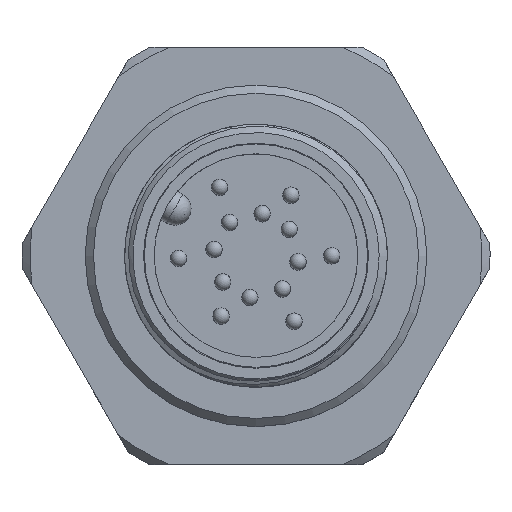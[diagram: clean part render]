
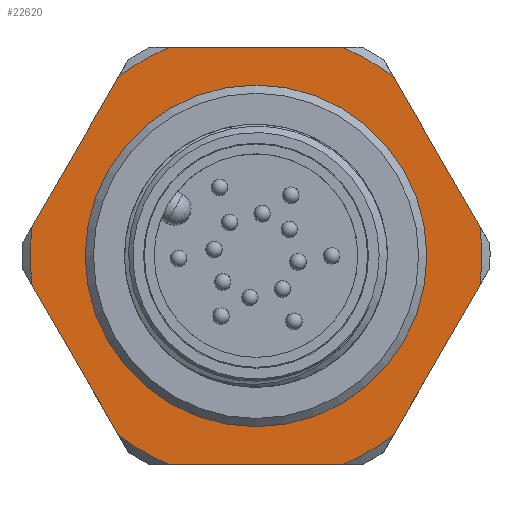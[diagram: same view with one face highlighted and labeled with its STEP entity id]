
A CAD part, top view. The second image highlights one B-rep face of the part: STEP entity #22620.
In plain terms, the highlighted planar face has unit normal (0, 0, 1).
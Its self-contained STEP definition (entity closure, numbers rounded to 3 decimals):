
#109 = DIRECTION ( 'NONE',  ( -0.5, -0.866, 0. ) ) ;
#393 = CARTESIAN_POINT ( 'NONE',  ( -8.364, 10.914, 24. ) ) ;
#656 = DIRECTION ( 'NONE',  ( -1., 0., 0. ) ) ;
#657 = CARTESIAN_POINT ( 'NONE',  ( -5.27, 12.7, 24. ) ) ;
#796 = DIRECTION ( 'NONE',  ( 1., 0., 0. ) ) ;
#951 = FACE_BOUND ( 'NONE', #4531, .T. ) ;
#1061 = AXIS2_PLACEMENT_3D ( 'NONE', #3286, #18037, #26129 ) ;
#1105 = ORIENTED_EDGE ( 'NONE', *, *, #11779, .T. ) ;
#1276 = VERTEX_POINT ( 'NONE', #10445 ) ;
#1387 = AXIS2_PLACEMENT_3D ( 'NONE', #24057, #13428, #11502 ) ;
#1442 = VERTEX_POINT ( 'NONE', #3288 ) ;
#2211 = EDGE_CURVE ( 'NONE', #19010, #19010, #5146, .T. ) ;
#2558 = VECTOR ( 'NONE', #109, 1000. ) ;
#2710 = LINE ( 'NONE', #23844, #10949 ) ;
#2842 = EDGE_CURVE ( 'NONE', #8421, #19166, #10406, .T. ) ;
#2898 = EDGE_CURVE ( 'NONE', #1442, #14872, #16677, .T. ) ;
#2953 = CARTESIAN_POINT ( 'NONE',  ( -21.584, -11.985, 24. ) ) ;
#3098 = DIRECTION ( 'NONE',  ( 0., 0., 1. ) ) ;
#3124 = LINE ( 'NONE', #2953, #4089 ) ;
#3286 = CARTESIAN_POINT ( 'NONE',  ( 0., 0., 24. ) ) ;
#3288 = CARTESIAN_POINT ( 'NONE',  ( -8.364, -10.914, 24. ) ) ;
#3500 = ORIENTED_EDGE ( 'NONE', *, *, #14291, .F. ) ;
#3656 = CARTESIAN_POINT ( 'NONE',  ( 0., 0., 24. ) ) ;
#4089 = VECTOR ( 'NONE', #5267, 1000. ) ;
#4179 = AXIS2_PLACEMENT_3D ( 'NONE', #11642, #17747, #796 ) ;
#4278 = ORIENTED_EDGE ( 'NONE', *, *, #23576, .T. ) ;
#4531 = EDGE_LOOP ( 'NONE', ( #6784 ) ) ;
#4644 = EDGE_LOOP ( 'NONE', ( #9810, #17700, #4278, #3500, #12397, #14583, #7070, #4865, #1105, #22144, #12320, #9703 ) ) ;
#4675 = EDGE_CURVE ( 'NONE', #19291, #5299, #17632, .T. ) ;
#4760 = LINE ( 'NONE', #18377, #26540 ) ;
#4865 = ORIENTED_EDGE ( 'NONE', *, *, #24585, .F. ) ;
#5058 = CARTESIAN_POINT ( 'NONE',  ( -21.584, 11.985, 24. ) ) ;
#5146 = CIRCLE ( 'NONE', #1387, 10.4 ) ;
#5267 = DIRECTION ( 'NONE',  ( 0.5, 0.866, 0. ) ) ;
#5299 = VERTEX_POINT ( 'NONE', #14205 ) ;
#5326 = EDGE_CURVE ( 'NONE', #18687, #20824, #4760, .T. ) ;
#5713 = LINE ( 'NONE', #5058, #8029 ) ;
#5777 = DIRECTION ( 'NONE',  ( 1., 0., 0. ) ) ;
#5819 = AXIS2_PLACEMENT_3D ( 'NONE', #19969, #9105, #13477 ) ;
#5963 = CARTESIAN_POINT ( 'NONE',  ( 8.364, 10.914, 24. ) ) ;
#6784 = ORIENTED_EDGE ( 'NONE', *, *, #2211, .F. ) ;
#6890 = DIRECTION ( 'NONE',  ( 1., 0., 0. ) ) ;
#6925 = CARTESIAN_POINT ( 'NONE',  ( 5.27, -12.7, 24. ) ) ;
#7070 = ORIENTED_EDGE ( 'NONE', *, *, #4675, .T. ) ;
#7324 = CARTESIAN_POINT ( 'NONE',  ( 0., 0., 24. ) ) ;
#7348 = EDGE_CURVE ( 'NONE', #19291, #14872, #12351, .T. ) ;
#7811 = CARTESIAN_POINT ( 'NONE',  ( 0., 0., 24. ) ) ;
#7881 = DIRECTION ( 'NONE',  ( 0.5, -0.866, 0. ) ) ;
#8029 = VECTOR ( 'NONE', #21835, 1000. ) ;
#8421 = VERTEX_POINT ( 'NONE', #657 ) ;
#9105 = DIRECTION ( 'NONE',  ( 0., 0., 1. ) ) ;
#9106 = VERTEX_POINT ( 'NONE', #26876 ) ;
#9461 = DIRECTION ( 'NONE',  ( 0., 0., 1. ) ) ;
#9703 = ORIENTED_EDGE ( 'NONE', *, *, #15610, .F. ) ;
#9810 = ORIENTED_EDGE ( 'NONE', *, *, #2842, .T. ) ;
#9915 = DIRECTION ( 'NONE',  ( 1., 0., 0. ) ) ;
#10008 = DIRECTION ( 'NONE',  ( 0., 0., 1. ) ) ;
#10406 = CIRCLE ( 'NONE', #15869, 13.75 ) ;
#10445 = CARTESIAN_POINT ( 'NONE',  ( 5.27, 12.7, 24. ) ) ;
#10777 = DIRECTION ( 'NONE',  ( 1., 0., 0. ) ) ;
#10949 = VECTOR ( 'NONE', #6890, 1000. ) ;
#11502 = DIRECTION ( 'NONE',  ( 1., 0., 0. ) ) ;
#11588 = CIRCLE ( 'NONE', #4179, 13.75 ) ;
#11642 = CARTESIAN_POINT ( 'NONE',  ( 0., 0., 24. ) ) ;
#11665 = CIRCLE ( 'NONE', #17206, 13.75 ) ;
#11779 = EDGE_CURVE ( 'NONE', #9106, #20824, #11665, .T. ) ;
#12320 = ORIENTED_EDGE ( 'NONE', *, *, #16769, .T. ) ;
#12351 = LINE ( 'NONE', #13241, #20656 ) ;
#12397 = ORIENTED_EDGE ( 'NONE', *, *, #2898, .T. ) ;
#12408 = CARTESIAN_POINT ( 'NONE',  ( 0.413, -24.685, 24. ) ) ;
#12435 = EDGE_CURVE ( 'NONE', #16080, #19166, #3124, .T. ) ;
#13241 = CARTESIAN_POINT ( 'NONE',  ( 21.171, -12.7, 24. ) ) ;
#13428 = DIRECTION ( 'NONE',  ( 0., 0., 1. ) ) ;
#13477 = DIRECTION ( 'NONE',  ( 1., 0., 0. ) ) ;
#14194 = CARTESIAN_POINT ( 'NONE',  ( -13.634, 1.786, 24. ) ) ;
#14205 = CARTESIAN_POINT ( 'NONE',  ( 8.364, -10.914, 24. ) ) ;
#14291 = EDGE_CURVE ( 'NONE', #1442, #25591, #5713, .T. ) ;
#14583 = ORIENTED_EDGE ( 'NONE', *, *, #7348, .F. ) ;
#14844 = CARTESIAN_POINT ( 'NONE',  ( -5.27, -12.7, 24. ) ) ;
#14872 = VERTEX_POINT ( 'NONE', #14844 ) ;
#15610 = EDGE_CURVE ( 'NONE', #8421, #1276, #2710, .T. ) ;
#15760 = LINE ( 'NONE', #12408, #2558 ) ;
#15869 = AXIS2_PLACEMENT_3D ( 'NONE', #7811, #10008, #9915 ) ;
#16080 = VERTEX_POINT ( 'NONE', #14194 ) ;
#16677 = CIRCLE ( 'NONE', #21166, 13.75 ) ;
#16769 = EDGE_CURVE ( 'NONE', #18687, #1276, #11588, .T. ) ;
#17206 = AXIS2_PLACEMENT_3D ( 'NONE', #3656, #3098, #5777 ) ;
#17632 = CIRCLE ( 'NONE', #23373, 13.75 ) ;
#17700 = ORIENTED_EDGE ( 'NONE', *, *, #12435, .F. ) ;
#17747 = DIRECTION ( 'NONE',  ( 0., 0., 1. ) ) ;
#18037 = DIRECTION ( 'NONE',  ( 0., 0., 1. ) ) ;
#18377 = CARTESIAN_POINT ( 'NONE',  ( 0.413, 24.685, 24. ) ) ;
#18687 = VERTEX_POINT ( 'NONE', #5963 ) ;
#18700 = CARTESIAN_POINT ( 'NONE',  ( -13.634, -1.786, 24. ) ) ;
#19010 = VERTEX_POINT ( 'NONE', #19549 ) ;
#19065 = CIRCLE ( 'NONE', #5819, 13.75 ) ;
#19084 = FACE_OUTER_BOUND ( 'NONE', #4644, .T. ) ;
#19166 = VERTEX_POINT ( 'NONE', #393 ) ;
#19291 = VERTEX_POINT ( 'NONE', #6925 ) ;
#19549 = CARTESIAN_POINT ( 'NONE',  ( 10.4, 0., 24. ) ) ;
#19776 = PLANE ( 'NONE',  #1061 ) ;
#19819 = CARTESIAN_POINT ( 'NONE',  ( 13.634, 1.786, 24. ) ) ;
#19969 = CARTESIAN_POINT ( 'NONE',  ( 0., 0., 24. ) ) ;
#20656 = VECTOR ( 'NONE', #656, 1000. ) ;
#20824 = VERTEX_POINT ( 'NONE', #19819 ) ;
#21166 = AXIS2_PLACEMENT_3D ( 'NONE', #25448, #21405, #10777 ) ;
#21405 = DIRECTION ( 'NONE',  ( 0., 0., 1. ) ) ;
#21835 = DIRECTION ( 'NONE',  ( -0.5, 0.866, 0. ) ) ;
#22144 = ORIENTED_EDGE ( 'NONE', *, *, #5326, .F. ) ;
#22620 = ADVANCED_FACE ( 'NONE', ( #951, #19084 ), #19776, .T. ) ;
#23373 = AXIS2_PLACEMENT_3D ( 'NONE', #7324, #9461, #24200 ) ;
#23576 = EDGE_CURVE ( 'NONE', #16080, #25591, #19065, .T. ) ;
#23844 = CARTESIAN_POINT ( 'NONE',  ( 21.171, 12.7, 24. ) ) ;
#24057 = CARTESIAN_POINT ( 'NONE',  ( 0., 0., 24. ) ) ;
#24200 = DIRECTION ( 'NONE',  ( 1., 0., 0. ) ) ;
#24585 = EDGE_CURVE ( 'NONE', #9106, #5299, #15760, .T. ) ;
#25448 = CARTESIAN_POINT ( 'NONE',  ( 0., 0., 24. ) ) ;
#25591 = VERTEX_POINT ( 'NONE', #18700 ) ;
#26129 = DIRECTION ( 'NONE',  ( 1., 0., 0. ) ) ;
#26540 = VECTOR ( 'NONE', #7881, 1000. ) ;
#26876 = CARTESIAN_POINT ( 'NONE',  ( 13.634, -1.786, 24. ) ) ;
